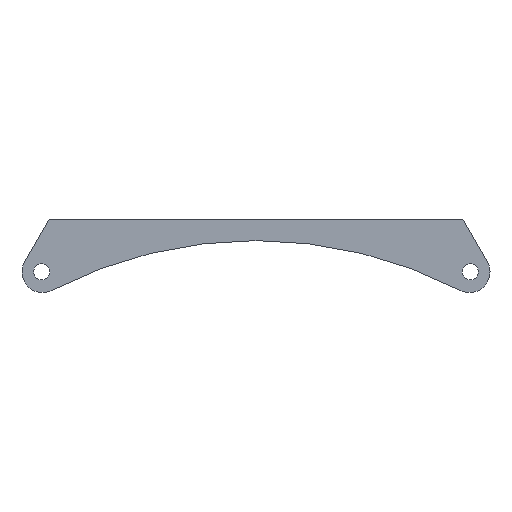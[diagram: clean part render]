
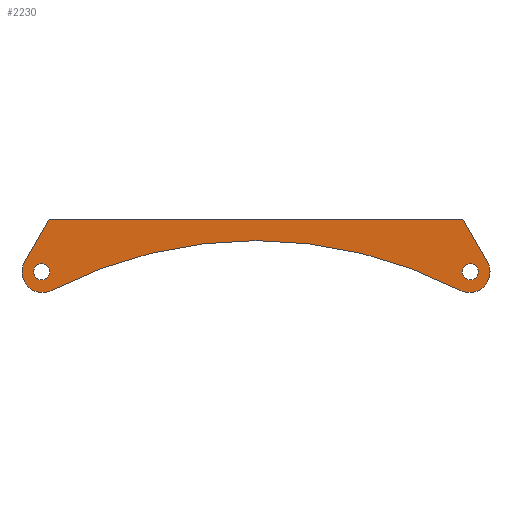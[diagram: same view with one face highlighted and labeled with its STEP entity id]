
A CAD part, left-side view. The second image highlights one B-rep face of the part: STEP entity #2230.
In plain terms, the highlighted planar face has unit normal (-1, 0, 0).
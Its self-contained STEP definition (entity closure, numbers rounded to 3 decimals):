
#25=FACE_BOUND('',#405,.T.);
#26=FACE_BOUND('',#406,.T.);
#140=CIRCLE('',#2442,13.);
#141=CIRCLE('',#2443,279.178);
#142=CIRCLE('',#2444,13.);
#143=CIRCLE('',#2445,5.05);
#144=CIRCLE('',#2446,5.05);
#284=FACE_OUTER_BOUND('',#404,.T.);
#404=EDGE_LOOP('',(#2017,#2018,#2019,#2020,#2021,#2022));
#405=EDGE_LOOP('',(#2023));
#406=EDGE_LOOP('',(#2024));
#533=LINE('',#3572,#747);
#618=LINE('',#3790,#832);
#621=LINE('',#3796,#835);
#747=VECTOR('',#2783,10.);
#832=VECTOR('',#3050,10.);
#835=VECTOR('',#3057,10.);
#1012=VERTEX_POINT('',#3569);
#1013=VERTEX_POINT('',#3571);
#1055=VERTEX_POINT('',#3789);
#1056=VERTEX_POINT('',#3795);
#1059=VERTEX_POINT('',#3807);
#1060=VERTEX_POINT('',#3809);
#1061=VERTEX_POINT('',#3812);
#1062=VERTEX_POINT('',#3814);
#1265=EDGE_CURVE('',#1013,#1012,#533,.T.);
#1375=EDGE_CURVE('',#1055,#1013,#618,.T.);
#1378=EDGE_CURVE('',#1056,#1055,#621,.T.);
#1384=EDGE_CURVE('',#1012,#1059,#140,.T.);
#1385=EDGE_CURVE('',#1059,#1060,#141,.T.);
#1386=EDGE_CURVE('',#1060,#1056,#142,.T.);
#1387=EDGE_CURVE('',#1061,#1061,#143,.T.);
#1388=EDGE_CURVE('',#1062,#1062,#144,.T.);
#2017=ORIENTED_EDGE('',*,*,#1384,.T.);
#2018=ORIENTED_EDGE('',*,*,#1385,.T.);
#2019=ORIENTED_EDGE('',*,*,#1386,.T.);
#2020=ORIENTED_EDGE('',*,*,#1378,.T.);
#2021=ORIENTED_EDGE('',*,*,#1375,.T.);
#2022=ORIENTED_EDGE('',*,*,#1265,.T.);
#2023=ORIENTED_EDGE('',*,*,#1387,.T.);
#2024=ORIENTED_EDGE('',*,*,#1388,.T.);
#2125=PLANE('',#2441);
#2230=ADVANCED_FACE('',(#284,#25,#26),#2125,.F.);
#2441=AXIS2_PLACEMENT_3D('',#3806,#3069,#3070);
#2442=AXIS2_PLACEMENT_3D('',#3808,#3071,#3072);
#2443=AXIS2_PLACEMENT_3D('',#3810,#3073,#3074);
#2444=AXIS2_PLACEMENT_3D('',#3811,#3075,#3076);
#2445=AXIS2_PLACEMENT_3D('',#3813,#3077,#3078);
#2446=AXIS2_PLACEMENT_3D('',#3815,#3079,#3080);
#2783=DIRECTION('',(0.,0.5,-0.866));
#3050=DIRECTION('',(0.,1.,0.));
#3057=DIRECTION('',(0.,0.5,0.866));
#3069=DIRECTION('center_axis',(1.,0.,0.));
#3070=DIRECTION('ref_axis',(0.,1.,0.));
#3071=DIRECTION('center_axis',(-1.,0.,0.));
#3072=DIRECTION('ref_axis',(0.,-0.46,-0.888));
#3073=DIRECTION('center_axis',(1.,0.,0.));
#3074=DIRECTION('ref_axis',(0.,0.46,0.888));
#3075=DIRECTION('center_axis',(-1.,0.,0.));
#3076=DIRECTION('ref_axis',(0.,-0.866,0.5));
#3077=DIRECTION('center_axis',(1.,0.,0.));
#3078=DIRECTION('ref_axis',(0.,1.,0.));
#3079=DIRECTION('center_axis',(1.,0.,0.));
#3080=DIRECTION('ref_axis',(0.,1.,0.));
#3569=CARTESIAN_POINT('',(-16.5,145.568,-1.5));
#3571=CARTESIAN_POINT('',(-16.5,130.269,25.));
#3572=CARTESIAN_POINT('',(-16.5,145.568,-1.5));
#3789=CARTESIAN_POINT('',(-16.5,-130.269,25.));
#3790=CARTESIAN_POINT('',(-16.5,-130.269,25.));
#3795=CARTESIAN_POINT('',(-16.5,-145.568,-1.5));
#3796=CARTESIAN_POINT('',(-16.5,-145.568,-1.5));
#3806=CARTESIAN_POINT('Origin',(-16.5,0.,2.));
#3807=CARTESIAN_POINT('',(-16.5,128.334,-19.545));
#3808=CARTESIAN_POINT('Origin',(-16.5,134.31,-8.));
#3809=CARTESIAN_POINT('',(-16.5,-128.334,-19.545));
#3810=CARTESIAN_POINT('Origin',(-16.5,0.,-267.478));
#3811=CARTESIAN_POINT('Origin',(-16.5,-134.31,-8.));
#3812=CARTESIAN_POINT('',(-16.5,129.95,-8.));
#3813=CARTESIAN_POINT('Origin',(-16.5,135.,-8.));
#3814=CARTESIAN_POINT('',(-16.5,-140.05,-8.));
#3815=CARTESIAN_POINT('Origin',(-16.5,-135.,-8.));
